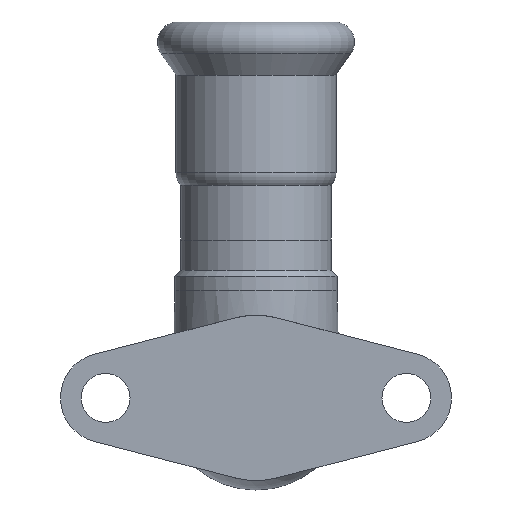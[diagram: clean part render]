
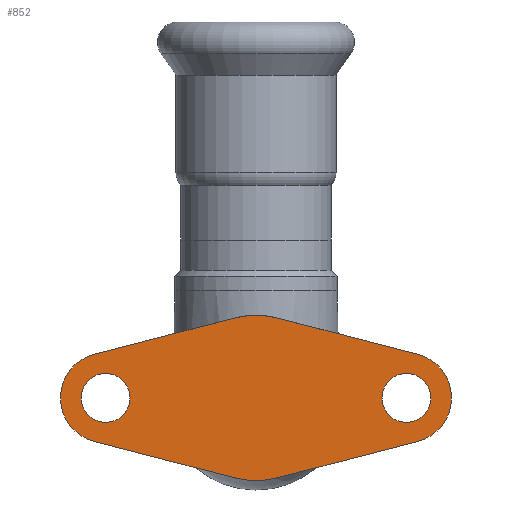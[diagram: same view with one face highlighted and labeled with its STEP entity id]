
A CAD part, left-side view. The second image highlights one B-rep face of the part: STEP entity #852.
In plain terms, the highlighted planar face has unit normal (-1, 0, 0).
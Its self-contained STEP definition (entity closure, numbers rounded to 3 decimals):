
#41=LINE($,#1831,#71);
#46=LINE($,#1850,#76);
#48=LINE($,#1856,#78);
#49=LINE($,#1858,#79);
#71=VECTOR($,#1104,19.365);
#76=VECTOR($,#1127,19.365);
#78=VECTOR($,#1135,19.365);
#79=VECTOR($,#1138,19.365);
#133=PLANE($,#943);
#153=FACE_BOUND($,#261,.T.);
#154=FACE_BOUND($,#262,.T.);
#155=FACE_BOUND($,#263,.T.);
#261=EDGE_LOOP($,(#683));
#262=EDGE_LOOP($,(#684));
#263=EDGE_LOOP($,(#685,#686,#687,#688,#689,#690,#691,#692));
#325=CIRCLE($,#906,11.);
#345=CIRCLE($,#931,3.25);
#346=CIRCLE($,#933,3.25);
#347=CIRCLE($,#935,6.);
#348=CIRCLE($,#937,11.);
#349=CIRCLE($,#940,6.);
#393=VERTEX_POINT($,#1383);
#394=VERTEX_POINT($,#1385);
#420=VERTEX_POINT($,#1828);
#421=VERTEX_POINT($,#1830);
#422=VERTEX_POINT($,#1834);
#423=VERTEX_POINT($,#1837);
#424=VERTEX_POINT($,#1840);
#425=VERTEX_POINT($,#1844);
#426=VERTEX_POINT($,#1848);
#427=VERTEX_POINT($,#1852);
#481=EDGE_CURVE($,#393,#394,#325,.T.);
#514=EDGE_CURVE($,#420,#421,#41,.T.);
#516=EDGE_CURVE($,#422,#422,#345,.T.);
#517=EDGE_CURVE($,#423,#423,#346,.T.);
#518=EDGE_CURVE($,#421,#424,#347,.T.);
#521=EDGE_CURVE($,#425,#420,#348,.T.);
#523=EDGE_CURVE($,#426,#425,#46,.T.);
#525=EDGE_CURVE($,#427,#426,#349,.T.);
#526=EDGE_CURVE($,#394,#427,#48,.T.);
#527=EDGE_CURVE($,#424,#393,#49,.T.);
#683=ORIENTED_EDGE($,*,*,#516,.T.);
#684=ORIENTED_EDGE($,*,*,#517,.T.);
#685=ORIENTED_EDGE($,*,*,#527,.F.);
#686=ORIENTED_EDGE($,*,*,#518,.F.);
#687=ORIENTED_EDGE($,*,*,#514,.F.);
#688=ORIENTED_EDGE($,*,*,#521,.F.);
#689=ORIENTED_EDGE($,*,*,#523,.F.);
#690=ORIENTED_EDGE($,*,*,#525,.F.);
#691=ORIENTED_EDGE($,*,*,#526,.F.);
#692=ORIENTED_EDGE($,*,*,#481,.F.);
#852=ADVANCED_FACE($,(#153,#154,#155),#133,.F.);
#906=AXIS2_PLACEMENT_3D($,#1386,#1050,#1051);
#931=AXIS2_PLACEMENT_3D($,#1835,#1108,#1109);
#933=AXIS2_PLACEMENT_3D($,#1838,#1112,#1113);
#935=AXIS2_PLACEMENT_3D($,#1841,#1116,#1117);
#937=AXIS2_PLACEMENT_3D($,#1846,#1122,#1123);
#940=AXIS2_PLACEMENT_3D($,#1854,#1131,#1132);
#943=AXIS2_PLACEMENT_3D($,#1859,#1139,#1140);
#1050=DIRECTION('center_axis',(1.,0.,0.));
#1051=DIRECTION('ref_axis',(0.,-0.25,-0.968));
#1104=DIRECTION($,(0.,-0.968,-0.25));
#1108=DIRECTION('center_axis',(1.,0.,0.));
#1109=DIRECTION('ref_axis',(0.,-1.,0.));
#1112=DIRECTION('center_axis',(1.,0.,0.));
#1113=DIRECTION('ref_axis',(0.,-1.,0.));
#1116=DIRECTION('center_axis',(1.,0.,0.));
#1117=DIRECTION('ref_axis',(0.,-0.25,0.968));
#1122=DIRECTION('center_axis',(1.,0.,0.));
#1123=DIRECTION('ref_axis',(0.,0.25,0.968));
#1127=DIRECTION($,(0.,-0.968,0.25));
#1131=DIRECTION('center_axis',(1.,0.,0.));
#1132=DIRECTION('ref_axis',(0.,0.25,-0.968));
#1135=DIRECTION($,(0.,0.968,0.25));
#1138=DIRECTION($,(0.,0.968,-0.25));
#1139=DIRECTION('center_axis',(1.,0.,0.));
#1140=DIRECTION('ref_axis',(0.,0.,-1.));
#1383=CARTESIAN_POINT('',(-13.,-2.75,-31.651));
#1385=CARTESIAN_POINT('',(-13.,2.75,-31.651));
#1386=CARTESIAN_POINT('Origin',(-13.,0.,-21.));
#1828=CARTESIAN_POINT('',(-13.,-2.75,-10.349));
#1830=CARTESIAN_POINT('',(-13.,-21.5,-15.191));
#1831=CARTESIAN_POINT($,(-13.,-2.75,-10.349));
#1834=CARTESIAN_POINT('',(-13.,-16.75,-21.));
#1835=CARTESIAN_POINT('Origin',(-13.,-20.,-21.));
#1837=CARTESIAN_POINT('',(-13.,23.25,-21.));
#1838=CARTESIAN_POINT('Origin',(-13.,20.,-21.));
#1840=CARTESIAN_POINT('',(-13.,-21.5,-26.809));
#1841=CARTESIAN_POINT('Origin',(-13.,-20.,-21.));
#1844=CARTESIAN_POINT('',(-13.,2.75,-10.349));
#1846=CARTESIAN_POINT('Origin',(-13.,0.,-21.));
#1848=CARTESIAN_POINT('',(-13.,21.5,-15.191));
#1850=CARTESIAN_POINT($,(-13.,21.5,-15.191));
#1852=CARTESIAN_POINT('',(-13.,21.5,-26.809));
#1854=CARTESIAN_POINT('Origin',(-13.,20.,-21.));
#1856=CARTESIAN_POINT($,(-13.,2.75,-31.651));
#1858=CARTESIAN_POINT($,(-13.,-21.5,-26.809));
#1859=CARTESIAN_POINT('Origin',(-13.,0.,-21.));
